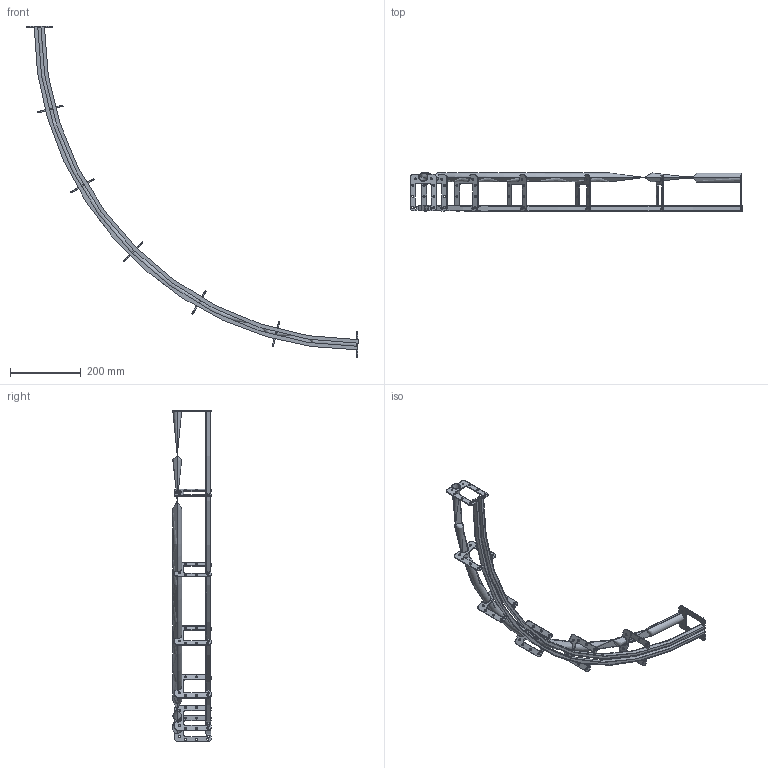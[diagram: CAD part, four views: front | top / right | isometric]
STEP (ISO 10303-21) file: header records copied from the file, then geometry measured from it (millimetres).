
FILE_DESCRIPTION (( 'STEP AP203' ), '1' );
FILE_NAME ('T63734.STEP', '2018-08-16T07:58:01', ( '' ), ( '' ), 'SwSTEP 2.0', 'SolidWorks 2016', '' );
FILE_SCHEMA (( 'CONFIG_CONTROL_DESIGN' ));
Length unit declared in the file: millimetre
Products named in the file (5): T63734; TH3261; TH3263; TH2677; TH3262
Assembly tree (10 placements, depth 2):
  T63734
    TH3261
    TH3262
    TH3263
    TH2677  x7
Bounding box: 937.5 x 108.7 x 937.5 mm (x, y, z)
Volume: 424684.1 mm3; surface area: 529169.7 mm2
Topology: 10 solids, 10 shells, 376 faces, 1068 edges, 712 vertices
Faces by surface type: cylinder 225, plane 147, torus 4
Entity records: 3185 total; most frequent: DIRECTION 472, CARTESIAN_POINT 429, ORIENTED_EDGE 408, EDGE_CURVE 204, AXIS2_PLACEMENT_3D 179, VERTEX_POINT 136, LINE 114, VECTOR 114
